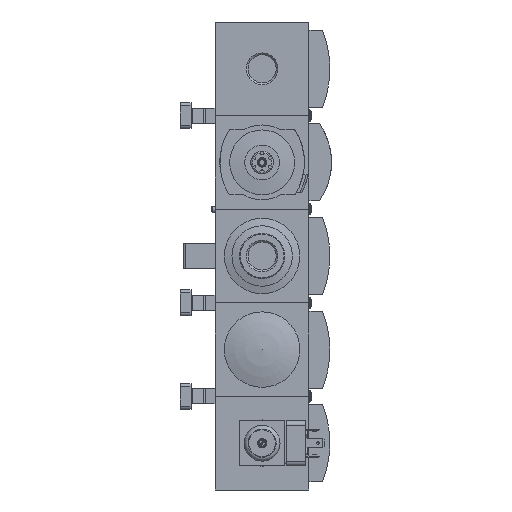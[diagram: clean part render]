
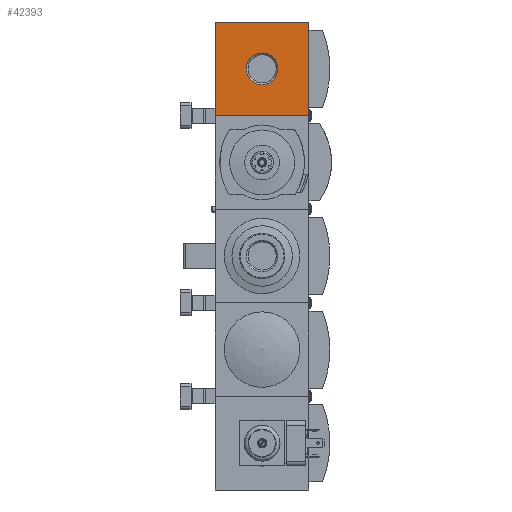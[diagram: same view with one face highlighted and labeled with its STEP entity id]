
A CAD part, front view. The second image highlights one B-rep face of the part: STEP entity #42393.
In plain terms, the highlighted planar face has unit normal (0, -1, 0).
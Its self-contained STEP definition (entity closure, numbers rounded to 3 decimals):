
#431=PLANE('',#44356);
#1938=LINE('',#57326,#5451);
#1946=LINE('',#57341,#5459);
#1962=LINE('',#57371,#5475);
#2002=LINE('',#57462,#5515);
#5451=VECTOR('',#47628,1000.);
#5459=VECTOR('',#47638,1000.);
#5475=VECTOR('',#47656,1000.);
#5515=VECTOR('',#47734,1000.);
#8768=CIRCLE('',#44357,10.478);
#10293=ORIENTED_EDGE('',*,*,#19607,.F.);
#10294=ORIENTED_EDGE('',*,*,#19523,.F.);
#10295=ORIENTED_EDGE('',*,*,#19515,.F.);
#10296=ORIENTED_EDGE('',*,*,#19539,.F.);
#10297=ORIENTED_EDGE('',*,*,#19588,.F.);
#19515=EDGE_CURVE('',#24198,#24199,#1938,.T.);
#19523=EDGE_CURVE('',#24199,#24205,#1946,.T.);
#19539=EDGE_CURVE('',#24217,#24198,#1962,.T.);
#19588=EDGE_CURVE('',#24205,#24217,#2002,.T.);
#19607=EDGE_CURVE('',#24259,#24259,#8768,.T.);
#24198=VERTEX_POINT('',#57325);
#24199=VERTEX_POINT('',#57327);
#24205=VERTEX_POINT('',#57342);
#24217=VERTEX_POINT('',#57370);
#24259=VERTEX_POINT('',#57501);
#27388=EDGE_LOOP('',(#10293));
#27389=EDGE_LOOP('',(#10294,#10295,#10296,#10297));
#29554=FACE_BOUND('',#27388,.T.);
#29555=FACE_BOUND('',#27389,.T.);
#42393=ADVANCED_FACE('',(#29554,#29555),#431,.F.);
#44356=AXIS2_PLACEMENT_3D('',#57499,#47776,#47777);
#44357=AXIS2_PLACEMENT_3D('',#57500,#47778,#47779);
#47628=DIRECTION('',(-1.,0.,0.));
#47638=DIRECTION('',(0.,0.,1.));
#47656=DIRECTION('',(0.,0.,-1.));
#47734=DIRECTION('',(1.,0.,0.));
#47776=DIRECTION('',(0.,1.,0.));
#47777=DIRECTION('',(0.,0.,1.));
#47778=DIRECTION('',(0.,-1.,0.));
#47779=DIRECTION('',(0.,0.,-1.));
#57325=CARTESIAN_POINT('',(31.,-45.,-31.));
#57326=CARTESIAN_POINT('',(31.,-45.,-31.));
#57327=CARTESIAN_POINT('',(-31.,-45.,-31.));
#57341=CARTESIAN_POINT('',(-31.,-45.,-31.));
#57342=CARTESIAN_POINT('',(-31.,-45.,31.));
#57370=CARTESIAN_POINT('',(31.,-45.,31.));
#57371=CARTESIAN_POINT('',(31.,-45.,31.));
#57462=CARTESIAN_POINT('',(-31.,-45.,31.));
#57499=CARTESIAN_POINT('',(0.,-45.,0.));
#57500=CARTESIAN_POINT('',(0.,-45.,0.));
#57501=CARTESIAN_POINT('',(0.,-45.,-10.478));
